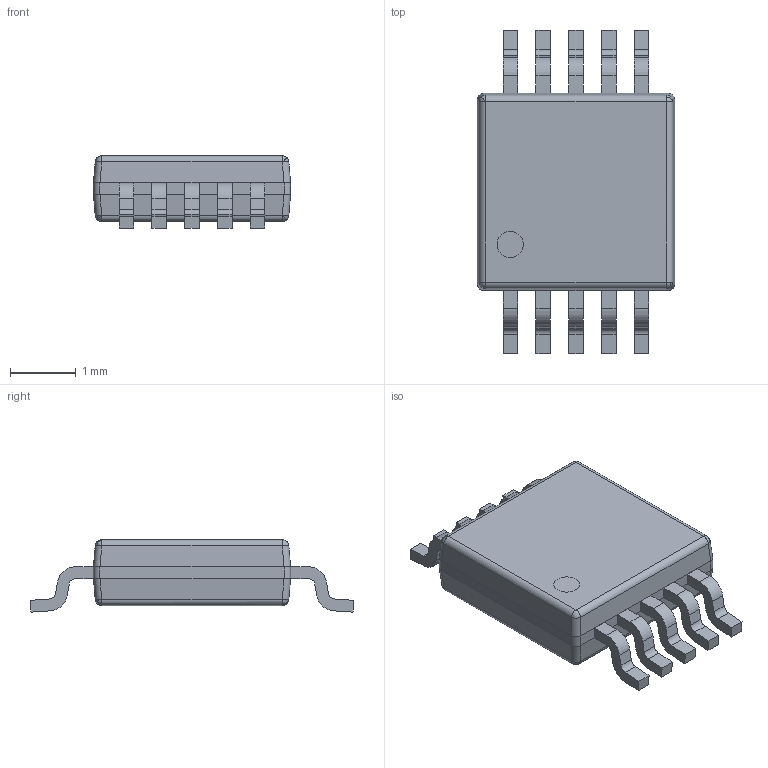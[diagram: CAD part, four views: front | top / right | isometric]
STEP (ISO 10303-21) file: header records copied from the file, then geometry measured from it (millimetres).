
FILE_DESCRIPTION (( 'STEP AP214' ), '1' );
FILE_NAME ('User Library-DGS0010A.STEP', '2018-02-13T12:48:48', ( '' ), ( '' ), 'SwSTEP 2.0', 'SolidWorks 2018', '' );
FILE_SCHEMA (( 'AUTOMOTIVE_DESIGN' ));
Length unit declared in the file: millimetre
Products named in the file (13): User Library-DGS0010A_DGS0010A_ASM_LEAD-SO#LEAD-SO;LEAD-SO_10; User Library-DGS0010A_DGS0010A_ASM_LEAD-SO#LEAD-SO;LEAD-SO_6; User Library-DGS0010A_DGS0010A_ASM_LEAD-SO#LEAD-SO;LEAD-SO_5; User Library-DGS0010A_DGS0010A_ASM_BODY-SO#BODY-SO;BODY-SO; User Library-DGS0010A_DGS0010A_ASM_LEAD-SO#LEAD-SO;LEAD-SO_2; User Library-DGS0010A_DGS0010A_ASM_LEAD-SO#LEAD-SO;LEAD-SO_8; User Library-DGS0010A_DGS0010A_ASM_LEAD-SO#LEAD-SO;LEAD-SO_7; User Library-DGS0010A; User Library-DGS0010A_DGS0010A_ASM_LEAD-SO#LEAD-SO;LEAD-SO; User Library-DGS0010A_DGS0010A_ASM_LEAD-SO#LEAD-SO;LEAD-SO_3; User Library-DGS0010A_DGS0010A_ASM_LEAD-SO#LEAD-SO;LEAD-SO_9; User Library-DGS0010A_Part_746; User Library-DGS0010A_DGS0010A_ASM_LEAD-SO#LEAD-SO;LEAD-SO_4
Assembly tree (12 placements, depth 2):
  User Library-DGS0010A
    User Library-DGS0010A_DGS0010A_ASM_LEAD-SO#LEAD-SO;LEAD-SO
    User Library-DGS0010A_DGS0010A_ASM_LEAD-SO#LEAD-SO;LEAD-SO_2
    User Library-DGS0010A_DGS0010A_ASM_LEAD-SO#LEAD-SO;LEAD-SO_3
    User Library-DGS0010A_DGS0010A_ASM_LEAD-SO#LEAD-SO;LEAD-SO_4
    User Library-DGS0010A_DGS0010A_ASM_LEAD-SO#LEAD-SO;LEAD-SO_5
    User Library-DGS0010A_DGS0010A_ASM_LEAD-SO#LEAD-SO;LEAD-SO_6
    User Library-DGS0010A_DGS0010A_ASM_LEAD-SO#LEAD-SO;LEAD-SO_7
    User Library-DGS0010A_DGS0010A_ASM_LEAD-SO#LEAD-SO;LEAD-SO_8
    User Library-DGS0010A_DGS0010A_ASM_LEAD-SO#LEAD-SO;LEAD-SO_9
    User Library-DGS0010A_DGS0010A_ASM_LEAD-SO#LEAD-SO;LEAD-SO_10
    User Library-DGS0010A_Part_746
    User Library-DGS0010A_DGS0010A_ASM_BODY-SO#BODY-SO;BODY-SO
Bounding box: 3 x 4.93 x 1.1 mm (x, y, z)
Volume: 9.3 mm3; surface area: 39.3 mm2
Topology: 12 solids, 12 shells, 200 faces, 492 edges, 303 vertices
Faces by surface type: plane 117, cylinder 68, bspline 15
Entity records: 8651 total; most frequent: CARTESIAN_POINT 1257, DIRECTION 996, ORIENTED_EDGE 956, EDGE_CURVE 478, LINE 336, VECTOR 336, AXIS2_PLACEMENT_3D 330, VERTEX_POINT 303
